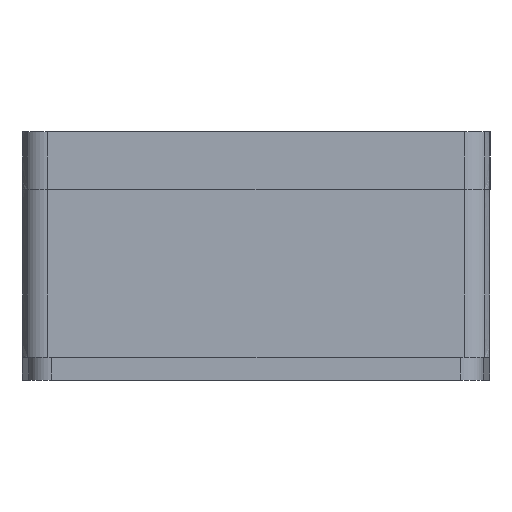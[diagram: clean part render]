
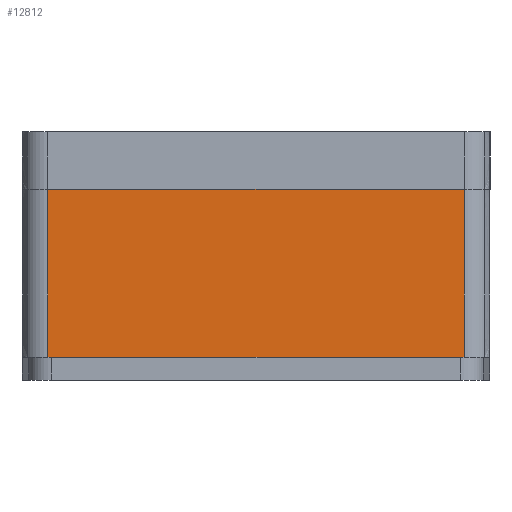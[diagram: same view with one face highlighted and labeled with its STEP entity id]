
A CAD part, left-side view. The second image highlights one B-rep face of the part: STEP entity #12812.
In plain terms, the highlighted planar face has unit normal (-1, 0, 0).
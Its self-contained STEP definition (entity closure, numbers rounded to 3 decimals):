
#1148 = CARTESIAN_POINT ( 'NONE',  ( 59.492, 0., 44. ) ) ;
#1261 = VECTOR ( 'NONE', #2139, 1000. ) ;
#1314 = DIRECTION ( 'NONE',  ( 1., 0., 0. ) ) ;
#1800 = ORIENTED_EDGE ( 'NONE', *, *, #15301, .T. ) ;
#2139 = DIRECTION ( 'NONE',  ( 0., 0., -1. ) ) ;
#2249 = VECTOR ( 'NONE', #14555, 1000. ) ;
#2719 = CARTESIAN_POINT ( 'NONE',  ( 59.492, 0., 44. ) ) ;
#3097 = VERTEX_POINT ( 'NONE', #12961 ) ;
#3284 = VERTEX_POINT ( 'NONE', #7182 ) ;
#3357 = ORIENTED_EDGE ( 'NONE', *, *, #4336, .F. ) ;
#3425 = CARTESIAN_POINT ( 'NONE',  ( 59.492, 145.455, 44. ) ) ;
#3720 = PLANE ( 'NONE',  #8136 ) ;
#4285 = VERTEX_POINT ( 'NONE', #13659 ) ;
#4336 = EDGE_CURVE ( 'NONE', #13831, #4285, #13589, .T. ) ;
#4606 = EDGE_CURVE ( 'NONE', #4285, #3097, #8344, .T. ) ;
#6745 = CARTESIAN_POINT ( 'NONE',  ( 59.492, 254.458, 44. ) ) ;
#6757 = DIRECTION ( 'NONE',  ( 0., -1., 0. ) ) ;
#7182 = CARTESIAN_POINT ( 'NONE',  ( 59.492, 254.458, 0. ) ) ;
#7887 = LINE ( 'NONE', #15367, #10837 ) ;
#8136 = AXIS2_PLACEMENT_3D ( 'NONE', #1148, #1314, #10021 ) ;
#8344 = LINE ( 'NONE', #3425, #1261 ) ;
#8409 = FACE_OUTER_BOUND ( 'NONE', #10984, .T. ) ;
#9014 = ORIENTED_EDGE ( 'NONE', *, *, #9018, .T. ) ;
#9018 = EDGE_CURVE ( 'NONE', #3284, #3097, #7887, .T. ) ;
#9648 = CARTESIAN_POINT ( 'NONE',  ( 59.492, 254.458, 44. ) ) ;
#10021 = DIRECTION ( 'NONE',  ( 0., 1., 0. ) ) ;
#10263 = VECTOR ( 'NONE', #14950, 1000. ) ;
#10837 = VECTOR ( 'NONE', #6757, 1000. ) ;
#10984 = EDGE_LOOP ( 'NONE', ( #9014, #12241, #3357, #1800 ) ) ;
#12241 = ORIENTED_EDGE ( 'NONE', *, *, #4606, .F. ) ;
#12378 = LINE ( 'NONE', #9648, #2249 ) ;
#12812 = ADVANCED_FACE ( 'NONE', ( #8409 ), #3720, .F. ) ;
#12961 = CARTESIAN_POINT ( 'NONE',  ( 59.492, 145.455, 0. ) ) ;
#13589 = LINE ( 'NONE', #2719, #10263 ) ;
#13659 = CARTESIAN_POINT ( 'NONE',  ( 59.492, 145.455, 44. ) ) ;
#13831 = VERTEX_POINT ( 'NONE', #6745 ) ;
#14555 = DIRECTION ( 'NONE',  ( 0., 0., -1. ) ) ;
#14950 = DIRECTION ( 'NONE',  ( 0., -1., 0. ) ) ;
#15301 = EDGE_CURVE ( 'NONE', #13831, #3284, #12378, .T. ) ;
#15367 = CARTESIAN_POINT ( 'NONE',  ( 59.492, 0., 0. ) ) ;
